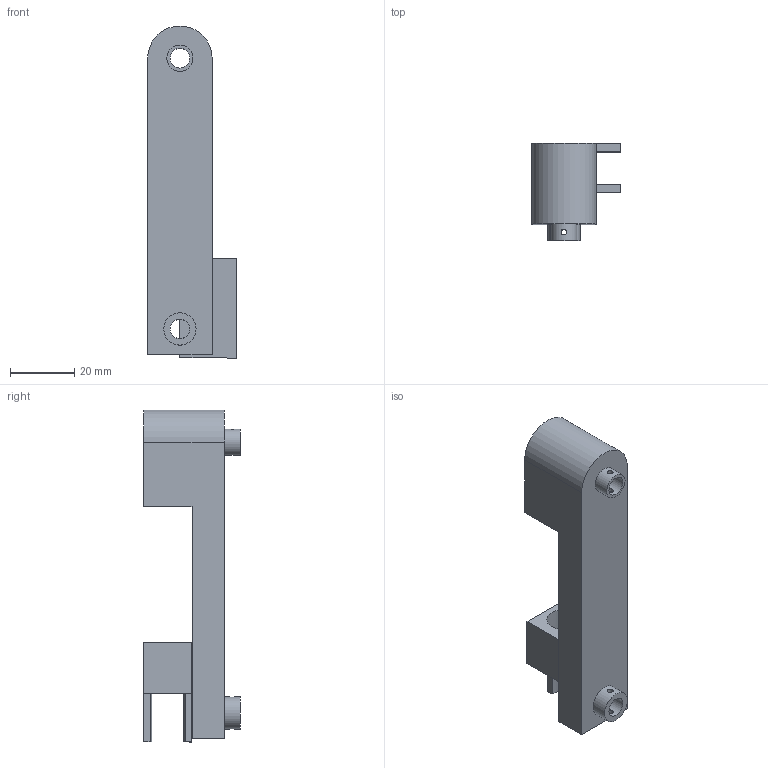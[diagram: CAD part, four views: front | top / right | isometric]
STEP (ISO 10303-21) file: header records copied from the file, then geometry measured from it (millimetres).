
FILE_DESCRIPTION(/* description */ (''),/* implementation_level */ '2;1');
FILE_NAME(/* name */ 'Rotatable Base.step',/* time_stamp */ '2023-07-30T19:12:28+08:00',/* author */ (''),/* organization */ (''),/* preprocessor_version */ 'ST-DEVELOPER v19.2',/* originating_system */ 'Autodesk Translation Framework v11.17.0.187',/* authorisation */ '');
FILE_SCHEMA (('AUTOMOTIVE_DESIGN { 1 0 10303 214 3 1 1 }'));
Length unit declared in the file: millimetre
Products named in the file (2): Rotatable Base; Jet Base
Assembly tree (1 placements, depth 2):
  Rotatable Base
    Jet Base
Bounding box: 27.5 x 30 x 103 mm (x, y, z)
Volume: 26703 mm3; surface area: 12794 mm2
Topology: 2 solids, 2 shells, 42 faces, 108 edges, 72 vertices
Faces by surface type: plane 25, cylinder 17
Full cylindrical faces by diameter (mm): 1.8 x4, 2.8 x6, 6.1 x2, 8.1 x1, 10 x1
Entity records: 1630 total; most frequent: CARTESIAN_POINT 489, DIRECTION 218, ORIENTED_EDGE 216, EDGE_CURVE 108, AXIS2_PLACEMENT_3D 73, LINE 72, VECTOR 72, VERTEX_POINT 72
